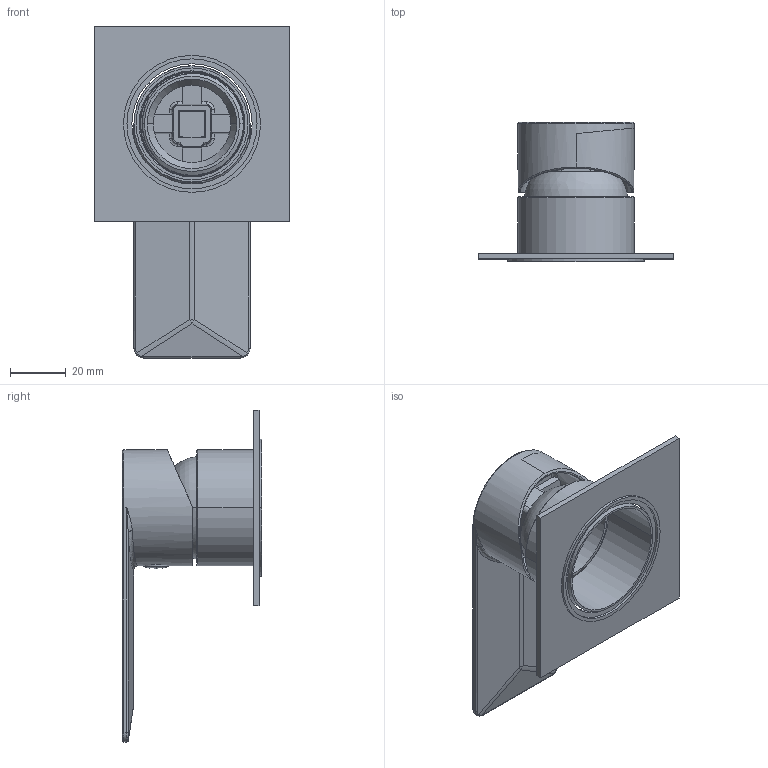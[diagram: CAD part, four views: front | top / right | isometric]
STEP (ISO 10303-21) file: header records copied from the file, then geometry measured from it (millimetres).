
FILE_DESCRIPTION((''),'2;1');
FILE_NAME('AAYA246E001','2023-05-08T17:25:49',('michelaferrini'),(''),'CREO PARAMETRIC BY PTC INC, 2022164','CREO PARAMETRIC BY PTC INC, 2022164','');
FILE_SCHEMA(('CONFIG_CONTROL_DESIGN'));
Length unit declared in the file: millimetre
Products named in the file (8): SINMAC0010_AF1; AOTT230C001; AOTT608C002_AF1; AOTT230W001_AF1; SCCMAC0011; AAYA005C001; SPLMAC0001; AAYA246E001
Assembly tree (7 placements, depth 3):
  AAYA246E001
    SINMAC0010_AF1
    AOTT230W001_AF1
      AOTT230C001
      AOTT608C002_AF1
    SCCMAC0011
    AAYA005C001
    SPLMAC0001
Bounding box: 70 x 49.75 x 118.75 mm (x, y, z)
Volume: 29939.7 mm3; surface area: 33036.6 mm2
Topology: 6 solids, 7 shells, 213 faces, 518 edges, 317 vertices
Faces by surface type: plane 69, cylinder 53, bspline 38, cone 27, torus 19, sphere 7
Entity records: 8932 total; most frequent: CARTESIAN_POINT 4006, ORIENTED_EDGE 1026, DIRECTION 961, EDGE_CURVE 516, AXIS2_PLACEMENT_3D 383, VERTEX_POINT 317, EDGE_LOOP 227, FACE_OUTER_BOUND 213
